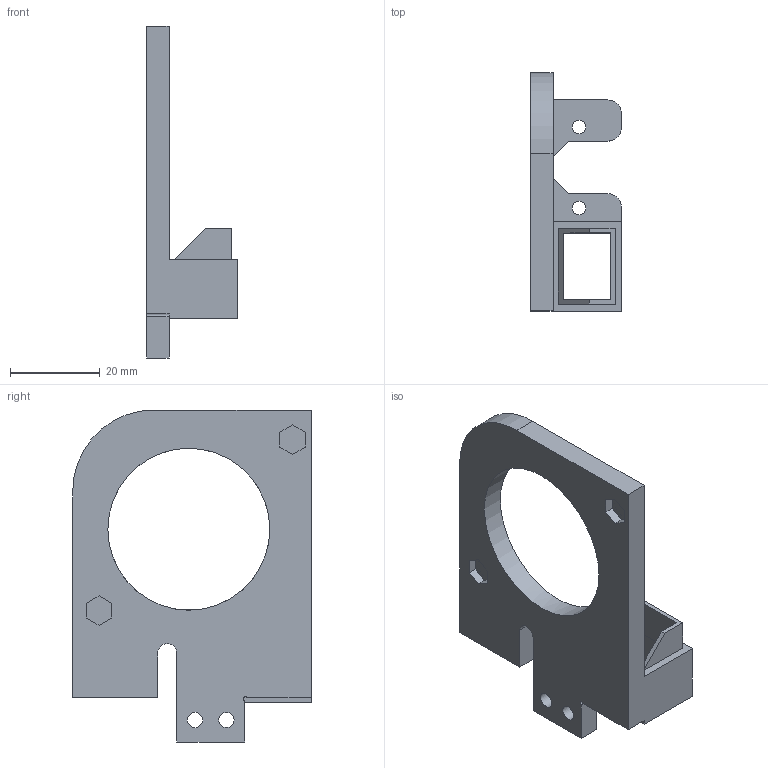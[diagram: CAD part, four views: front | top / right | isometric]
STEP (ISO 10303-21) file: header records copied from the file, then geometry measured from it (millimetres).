
FILE_DESCRIPTION(('FreeCAD Model'),'2;1');
FILE_NAME('Open CASCADE Shape Model','2024-06-18T08:31:45',(''),(''), 'Open CASCADE STEP processor 7.6','FreeCAD','Unknown');
FILE_SCHEMA(('AUTOMOTIVE_DESIGN { 1 0 10303 214 1 1 1 1 }'));
Length unit declared in the file: millimetre
Products named in the file (1): 3DTouch-Holder_Basis
Bounding box: 20.2 x 53 x 73.8 mm (x, y, z)
Volume: 13716.2 mm3; surface area: 9507.5 mm2
Topology: 1 solids, 1 shells, 85 faces, 227 edges, 151 vertices
Faces by surface type: plane 70, cylinder 13, cone 2
Full cylindrical faces by diameter (mm): 3 x2, 3.4 x2, 4.4 x2, 36 x1
Entity records: 2669 total; most frequent: CARTESIAN_POINT 464, ORIENTED_EDGE 454, DIRECTION 429, EDGE_CURVE 227, LINE 197, VECTOR 197, VERTEX_POINT 151, AXIS2_PLACEMENT_3D 116
